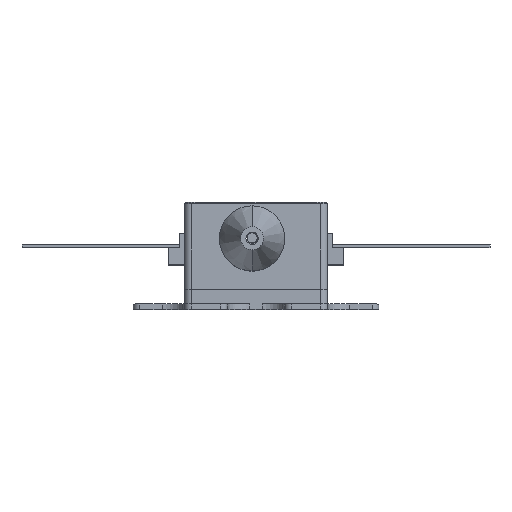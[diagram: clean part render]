
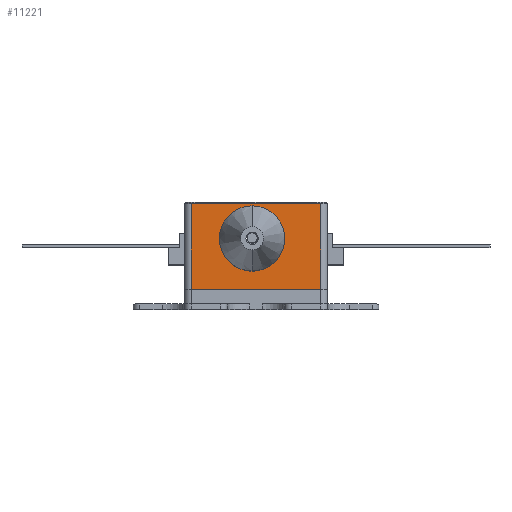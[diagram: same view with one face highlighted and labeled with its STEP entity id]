
A CAD part, top view. The second image highlights one B-rep face of the part: STEP entity #11221.
In plain terms, the highlighted planar face has unit normal (0, 0, 1).
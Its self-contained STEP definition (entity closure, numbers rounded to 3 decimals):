
#6958 = FACE_OUTER_BOUND ( 'NONE', #11234, .T. ) ;
#6960 = FACE_BOUND ( 'NONE', #11219, .T. ) ;
#6969 = DIRECTION ( 'NONE',  ( 1., 0., 0. ) ) ;
#6970 = VECTOR ( 'NONE', #6969, 1000. ) ;
#6971 = CARTESIAN_POINT ( 'NONE',  ( -28.774, -2.714, 17.488 ) ) ;
#6972 = LINE ( 'NONE', #6971, #6970 ) ;
#6993 = CARTESIAN_POINT ( 'NONE',  ( -28.174, -2.714, 17.488 ) ) ;
#6998 = DIRECTION ( 'NONE',  ( 0., 1., 0. ) ) ;
#6999 = VECTOR ( 'NONE', #6998, 1000. ) ;
#7000 = CARTESIAN_POINT ( 'NONE',  ( -16.674, 4.886, 17.488 ) ) ;
#7001 = LINE ( 'NONE', #7000, #6999 ) ;
#7008 = DIRECTION ( 'NONE',  ( 1., 0., 0. ) ) ;
#7009 = DIRECTION ( 'NONE',  ( 0., 0., 1. ) ) ;
#7010 = CARTESIAN_POINT ( 'NONE',  ( -28.774, -2.714, 17.488 ) ) ;
#7011 = AXIS2_PLACEMENT_3D ( 'NONE', #7010, #7009, #7008 ) ;
#7013 = PLANE ( 'NONE',  #7011 ) ;
#7022 = DIRECTION ( 'NONE',  ( 1., 0., 0. ) ) ;
#7023 = DIRECTION ( 'NONE',  ( 0., 0., 1. ) ) ;
#7024 = CARTESIAN_POINT ( 'NONE',  ( -22.768, 1.786, 17.488 ) ) ;
#7025 = AXIS2_PLACEMENT_3D ( 'NONE', #7024, #7023, #7022 ) ;
#7026 = CIRCLE ( 'NONE', #7025, 1.59 ) ;
#7042 = DIRECTION ( 'NONE',  ( -1., 0., 0. ) ) ;
#7044 = VECTOR ( 'NONE', #7042, 1000. ) ;
#7045 = CARTESIAN_POINT ( 'NONE',  ( -28.774, 4.886, 17.488 ) ) ;
#7046 = LINE ( 'NONE', #7045, #7044 ) ;
#7047 = CARTESIAN_POINT ( 'NONE',  ( -28.174, 4.886, 17.488 ) ) ;
#7084 = CARTESIAN_POINT ( 'NONE',  ( -16.674, 4.886, 17.488 ) ) ;
#7085 = DIRECTION ( 'NONE',  ( 0., -1., 0. ) ) ;
#7086 = VECTOR ( 'NONE', #7085, 1000. ) ;
#7087 = CARTESIAN_POINT ( 'NONE',  ( -28.174, -2.714, 17.488 ) ) ;
#7088 = LINE ( 'NONE', #7087, #7086 ) ;
#7102 = CARTESIAN_POINT ( 'NONE',  ( -24.358, 1.786, 17.488 ) ) ;
#7103 = CARTESIAN_POINT ( 'NONE',  ( -21.178, 1.786, 17.488 ) ) ;
#7104 = DIRECTION ( 'NONE',  ( 1., 0., 0. ) ) ;
#7105 = DIRECTION ( 'NONE',  ( 0., 0., 1. ) ) ;
#7106 = CARTESIAN_POINT ( 'NONE',  ( -22.768, 1.786, 17.488 ) ) ;
#7107 = AXIS2_PLACEMENT_3D ( 'NONE', #7106, #7105, #7104 ) ;
#7108 = CIRCLE ( 'NONE', #7107, 1.59 ) ;
#7148 = CARTESIAN_POINT ( 'NONE',  ( -16.674, -2.714, 17.488 ) ) ;
#11045 = ORIENTED_EDGE ( 'NONE', *, *, #11223, .T. ) ;
#11216 = EDGE_CURVE ( 'NONE', #11225, #11472, #6972, .T. ) ;
#11217 = ORIENTED_EDGE ( 'NONE', *, *, #11245, .F. ) ;
#11219 = EDGE_LOOP ( 'NONE', ( #11217, #11260 ) ) ;
#11221 = ADVANCED_FACE ( 'NONE', ( #6960, #6958 ), #7013, .T. ) ;
#11223 = EDGE_CURVE ( 'NONE', #11472, #11366, #7001, .T. ) ;
#11225 = VERTEX_POINT ( 'NONE', #6993 ) ;
#11231 = ORIENTED_EDGE ( 'NONE', *, *, #11235, .T. ) ;
#11232 = VERTEX_POINT ( 'NONE', #7047 ) ;
#11233 = ORIENTED_EDGE ( 'NONE', *, *, #11319, .T. ) ;
#11234 = EDGE_LOOP ( 'NONE', ( #11231, #11233, #11299, #11045 ) ) ;
#11235 = EDGE_CURVE ( 'NONE', #11366, #11232, #7046, .T. ) ;
#11245 = EDGE_CURVE ( 'NONE', #11258, #11259, #7026, .T. ) ;
#11257 = EDGE_CURVE ( 'NONE', #11259, #11258, #7108, .T. ) ;
#11258 = VERTEX_POINT ( 'NONE', #7103 ) ;
#11259 = VERTEX_POINT ( 'NONE', #7102 ) ;
#11260 = ORIENTED_EDGE ( 'NONE', *, *, #11257, .F. ) ;
#11299 = ORIENTED_EDGE ( 'NONE', *, *, #11216, .T. ) ;
#11319 = EDGE_CURVE ( 'NONE', #11232, #11225, #7088, .T. ) ;
#11366 = VERTEX_POINT ( 'NONE', #7084 ) ;
#11472 = VERTEX_POINT ( 'NONE', #7148 ) ;
